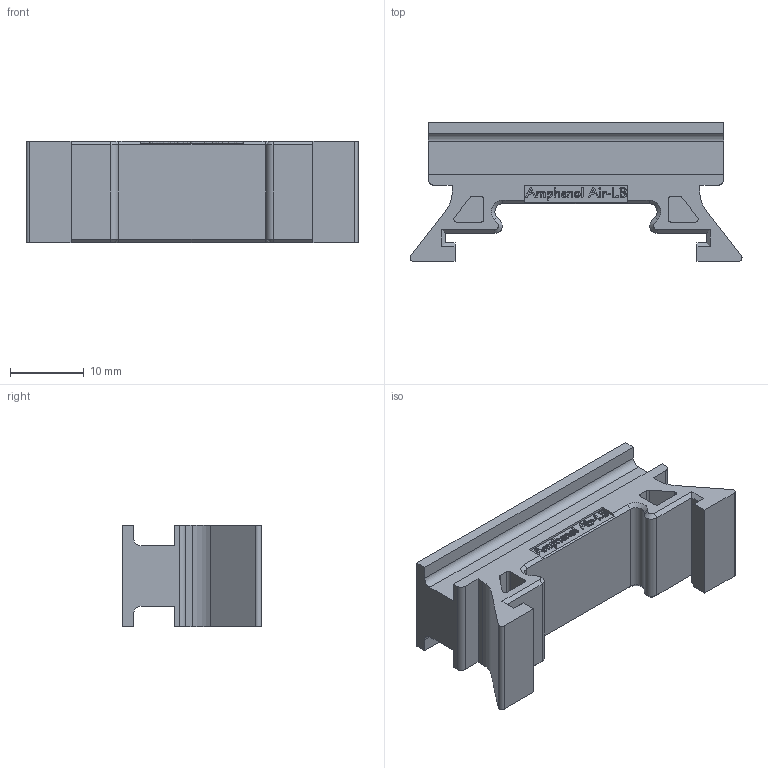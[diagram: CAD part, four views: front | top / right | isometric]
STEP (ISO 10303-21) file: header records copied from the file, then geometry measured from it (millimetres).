
FILE_DESCRIPTION((''),'2;1');
FILE_NAME('32028025399ACC','2019-10-24T',('presta_be4'),(''),'CREO PARAMETRIC BY PTC INC, 2018360','CREO PARAMETRIC BY PTC INC, 2018360','');
FILE_SCHEMA(('CONFIG_CONTROL_DESIGN'));
Length unit declared in the file: millimetre
Products named in the file (1): 32028025399ACC
Bounding box: 45 x 18.8 x 13.8 mm (x, y, z)
Volume: 5346.8 mm3; surface area: 4383.2 mm2
Topology: 1 solids, 1 shells, 450 faces, 1201 edges, 786 vertices
Faces by surface type: extrusion 219, plane 161, cylinder 46, cone 24
Entity records: 14678 total; most frequent: CARTESIAN_POINT 4188, ORIENTED_EDGE 2402, DIRECTION 1556, EDGE_CURVE 1201, VECTOR 870, VERTEX_POINT 786, B_SPLINE_CURVE_WITH_KNOTS 657, LINE 651
